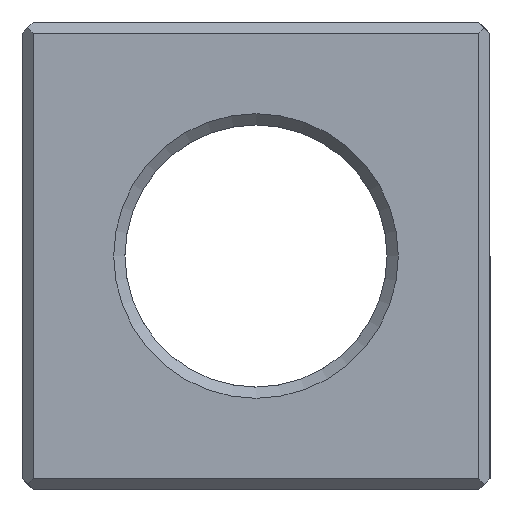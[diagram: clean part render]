
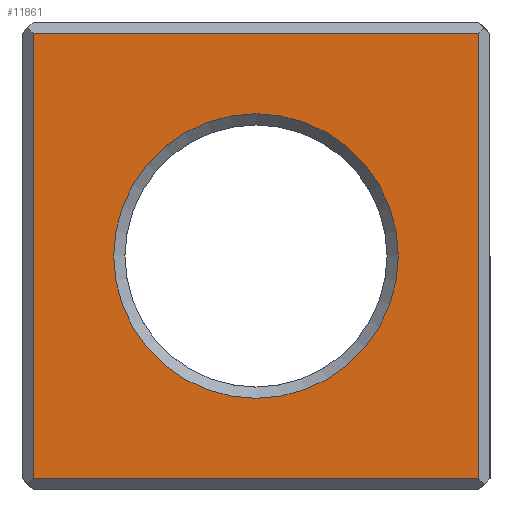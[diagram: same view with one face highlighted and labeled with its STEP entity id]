
A CAD part, left-side view. The second image highlights one B-rep face of the part: STEP entity #11861.
In plain terms, the highlighted planar face has unit normal (-1, 0, 0).
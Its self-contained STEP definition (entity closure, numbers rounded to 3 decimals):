
#72 = PLANE('',#73);
#73 = AXIS2_PLACEMENT_3D('',#74,#75,#76);
#74 = CARTESIAN_POINT('',(0.,0.,0.3));
#75 = DIRECTION('',(-0.707,0.,-0.707));
#76 = DIRECTION('',(0.707,0.,-0.707));
#467 = PLANE('',#468);
#468 = AXIS2_PLACEMENT_3D('',#469,#470,#471);
#469 = CARTESIAN_POINT('',(0.3,12.5,0.));
#470 = DIRECTION('',(0.707,-0.707,0.));
#471 = DIRECTION('',(-0.707,-0.707,0.));
#698 = PLANE('',#699);
#699 = AXIS2_PLACEMENT_3D('',#700,#701,#702);
#700 = CARTESIAN_POINT('',(0.3,0.,0.));
#701 = DIRECTION('',(-0.707,-0.707,0.));
#702 = DIRECTION('',(-0.707,0.707,0.));
#766 = VERTEX_POINT('',#767);
#767 = CARTESIAN_POINT('',(0.,0.3,0.3));
#788 = EDGE_CURVE('',#766,#789,#791,.T.);
#789 = VERTEX_POINT('',#790);
#790 = CARTESIAN_POINT('',(0.,12.2,0.3));
#791 = SURFACE_CURVE('',#792,(#796,#803),.PCURVE_S1.);
#792 = LINE('',#793,#794);
#793 = CARTESIAN_POINT('',(0.,0.,0.3));
#794 = VECTOR('',#795,1.);
#795 = DIRECTION('',(0.,1.,0.));
#796 = PCURVE('',#72,#797);
#797 = DEFINITIONAL_REPRESENTATION('',(#798),#802);
#798 = LINE('',#799,#800);
#799 = CARTESIAN_POINT('',(0.,-0.));
#800 = VECTOR('',#801,1.);
#801 = DIRECTION('',(0.,-1.));
#802 = ( GEOMETRIC_REPRESENTATION_CONTEXT(2) 
PARAMETRIC_REPRESENTATION_CONTEXT() REPRESENTATION_CONTEXT('2D SPACE',''
  ) );
#803 = PCURVE('',#804,#809);
#804 = PLANE('',#805);
#805 = AXIS2_PLACEMENT_3D('',#806,#807,#808);
#806 = CARTESIAN_POINT('',(0.,12.5,0.));
#807 = DIRECTION('',(1.,0.,0.));
#808 = DIRECTION('',(0.,-1.,0.));
#809 = DEFINITIONAL_REPRESENTATION('',(#810),#814);
#810 = LINE('',#811,#812);
#811 = CARTESIAN_POINT('',(12.5,-0.3));
#812 = VECTOR('',#813,1.);
#813 = DIRECTION('',(-1.,0.));
#814 = ( GEOMETRIC_REPRESENTATION_CONTEXT(2) 
PARAMETRIC_REPRESENTATION_CONTEXT() REPRESENTATION_CONTEXT('2D SPACE',''
  ) );
#1709 = VERTEX_POINT('',#1710);
#1710 = CARTESIAN_POINT('',(0.,12.2,12.2));
#1724 = PLANE('',#1725);
#1725 = AXIS2_PLACEMENT_3D('',#1726,#1727,#1728);
#1726 = CARTESIAN_POINT('',(0.3,0.,12.5));
#1727 = DIRECTION('',(-0.707,0.,0.707));
#1728 = DIRECTION('',(-0.707,0.,-0.707));
#1736 = EDGE_CURVE('',#789,#1709,#1737,.T.);
#1737 = SURFACE_CURVE('',#1738,(#1742,#1749),.PCURVE_S1.);
#1738 = LINE('',#1739,#1740);
#1739 = CARTESIAN_POINT('',(0.,12.2,0.));
#1740 = VECTOR('',#1741,1.);
#1741 = DIRECTION('',(0.,0.,1.));
#1742 = PCURVE('',#467,#1743);
#1743 = DEFINITIONAL_REPRESENTATION('',(#1744),#1748);
#1744 = LINE('',#1745,#1746);
#1745 = CARTESIAN_POINT('',(0.424,0.));
#1746 = VECTOR('',#1747,1.);
#1747 = DIRECTION('',(0.,-1.));
#1748 = ( GEOMETRIC_REPRESENTATION_CONTEXT(2) 
PARAMETRIC_REPRESENTATION_CONTEXT() REPRESENTATION_CONTEXT('2D SPACE',''
  ) );
#1749 = PCURVE('',#804,#1750);
#1750 = DEFINITIONAL_REPRESENTATION('',(#1751),#1755);
#1751 = LINE('',#1752,#1753);
#1752 = CARTESIAN_POINT('',(0.3,0.));
#1753 = VECTOR('',#1754,1.);
#1754 = DIRECTION('',(0.,-1.));
#1755 = ( GEOMETRIC_REPRESENTATION_CONTEXT(2) 
PARAMETRIC_REPRESENTATION_CONTEXT() REPRESENTATION_CONTEXT('2D SPACE',''
  ) );
#11818 = VERTEX_POINT('',#11819);
#11819 = CARTESIAN_POINT('',(0.,0.3,12.2));
#11840 = EDGE_CURVE('',#766,#11818,#11841,.T.);
#11841 = SURFACE_CURVE('',#11842,(#11846,#11853),.PCURVE_S1.);
#11842 = LINE('',#11843,#11844);
#11843 = CARTESIAN_POINT('',(0.,0.3,0.));
#11844 = VECTOR('',#11845,1.);
#11845 = DIRECTION('',(0.,0.,1.));
#11846 = PCURVE('',#698,#11847);
#11847 = DEFINITIONAL_REPRESENTATION('',(#11848),#11852);
#11848 = LINE('',#11849,#11850);
#11849 = CARTESIAN_POINT('',(0.424,0.));
#11850 = VECTOR('',#11851,1.);
#11851 = DIRECTION('',(0.,-1.));
#11852 = ( GEOMETRIC_REPRESENTATION_CONTEXT(2) 
PARAMETRIC_REPRESENTATION_CONTEXT() REPRESENTATION_CONTEXT('2D SPACE',''
  ) );
#11853 = PCURVE('',#804,#11854);
#11854 = DEFINITIONAL_REPRESENTATION('',(#11855),#11859);
#11855 = LINE('',#11856,#11857);
#11856 = CARTESIAN_POINT('',(12.2,0.));
#11857 = VECTOR('',#11858,1.);
#11858 = DIRECTION('',(0.,-1.));
#11859 = ( GEOMETRIC_REPRESENTATION_CONTEXT(2) 
PARAMETRIC_REPRESENTATION_CONTEXT() REPRESENTATION_CONTEXT('2D SPACE',''
  ) );
#11861 = ADVANCED_FACE('',(#11862,#11888),#804,.F.);
#11862 = FACE_BOUND('',#11863,.F.);
#11863 = EDGE_LOOP('',(#11864,#11865,#11866,#11867));
#11864 = ORIENTED_EDGE('',*,*,#11840,.F.);
#11865 = ORIENTED_EDGE('',*,*,#788,.T.);
#11866 = ORIENTED_EDGE('',*,*,#1736,.T.);
#11867 = ORIENTED_EDGE('',*,*,#11868,.F.);
#11868 = EDGE_CURVE('',#11818,#1709,#11869,.T.);
#11869 = SURFACE_CURVE('',#11870,(#11874,#11881),.PCURVE_S1.);
#11870 = LINE('',#11871,#11872);
#11871 = CARTESIAN_POINT('',(0.,0.,12.2));
#11872 = VECTOR('',#11873,1.);
#11873 = DIRECTION('',(0.,1.,0.));
#11874 = PCURVE('',#804,#11875);
#11875 = DEFINITIONAL_REPRESENTATION('',(#11876),#11880);
#11876 = LINE('',#11877,#11878);
#11877 = CARTESIAN_POINT('',(12.5,-12.2));
#11878 = VECTOR('',#11879,1.);
#11879 = DIRECTION('',(-1.,0.));
#11880 = ( GEOMETRIC_REPRESENTATION_CONTEXT(2) 
PARAMETRIC_REPRESENTATION_CONTEXT() REPRESENTATION_CONTEXT('2D SPACE',''
  ) );
#11881 = PCURVE('',#1724,#11882);
#11882 = DEFINITIONAL_REPRESENTATION('',(#11883),#11887);
#11883 = LINE('',#11884,#11885);
#11884 = CARTESIAN_POINT('',(0.424,0.));
#11885 = VECTOR('',#11886,1.);
#11886 = DIRECTION('',(0.,-1.));
#11887 = ( GEOMETRIC_REPRESENTATION_CONTEXT(2) 
PARAMETRIC_REPRESENTATION_CONTEXT() REPRESENTATION_CONTEXT('2D SPACE',''
  ) );
#11888 = FACE_BOUND('',#11889,.F.);
#11889 = EDGE_LOOP('',(#11890));
#11890 = ORIENTED_EDGE('',*,*,#11891,.T.);
#11891 = EDGE_CURVE('',#11892,#11892,#11894,.T.);
#11892 = VERTEX_POINT('',#11893);
#11893 = CARTESIAN_POINT('',(0.,2.45,6.25));
#11894 = SURFACE_CURVE('',#11895,(#11900,#11911),.PCURVE_S1.);
#11895 = CIRCLE('',#11896,3.8);
#11896 = AXIS2_PLACEMENT_3D('',#11897,#11898,#11899);
#11897 = CARTESIAN_POINT('',(0.,6.25,6.25));
#11898 = DIRECTION('',(-1.,0.,0.));
#11899 = DIRECTION('',(0.,-1.,0.));
#11900 = PCURVE('',#804,#11901);
#11901 = DEFINITIONAL_REPRESENTATION('',(#11902),#11910);
#11902 = ( BOUNDED_CURVE() B_SPLINE_CURVE(2,(#11903,#11904,#11905,#11906
    ,#11907,#11908,#11909),.UNSPECIFIED.,.T.,.F.) 
B_SPLINE_CURVE_WITH_KNOTS((1,2,2,2,2,1),(-2.094,0.,
    2.094,4.189,6.283,8.378),
.UNSPECIFIED.) CURVE() GEOMETRIC_REPRESENTATION_ITEM() 
RATIONAL_B_SPLINE_CURVE((1.,0.5,1.,0.5,1.,0.5,1.)) REPRESENTATION_ITEM(
  '') );
#11903 = CARTESIAN_POINT('',(10.05,-6.25));
#11904 = CARTESIAN_POINT('',(10.05,-12.832));
#11905 = CARTESIAN_POINT('',(4.35,-9.541));
#11906 = CARTESIAN_POINT('',(-1.35,-6.25));
#11907 = CARTESIAN_POINT('',(4.35,-2.959));
#11908 = CARTESIAN_POINT('',(10.05,0.332));
#11909 = CARTESIAN_POINT('',(10.05,-6.25));
#11910 = ( GEOMETRIC_REPRESENTATION_CONTEXT(2) 
PARAMETRIC_REPRESENTATION_CONTEXT() REPRESENTATION_CONTEXT('2D SPACE',''
  ) );
#11911 = PCURVE('',#11912,#11917);
#11912 = CONICAL_SURFACE('',#11913,3.5,0.785);
#11913 = AXIS2_PLACEMENT_3D('',#11914,#11915,#11916);
#11914 = CARTESIAN_POINT('',(0.3,6.25,6.25));
#11915 = DIRECTION('',(-1.,-0.,-0.));
#11916 = DIRECTION('',(0.,-1.,0.));
#11917 = DEFINITIONAL_REPRESENTATION('',(#11918),#11922);
#11918 = LINE('',#11919,#11920);
#11919 = CARTESIAN_POINT('',(-0.,0.3));
#11920 = VECTOR('',#11921,1.);
#11921 = DIRECTION('',(1.,-0.));
#11922 = ( GEOMETRIC_REPRESENTATION_CONTEXT(2) 
PARAMETRIC_REPRESENTATION_CONTEXT() REPRESENTATION_CONTEXT('2D SPACE',''
  ) );
